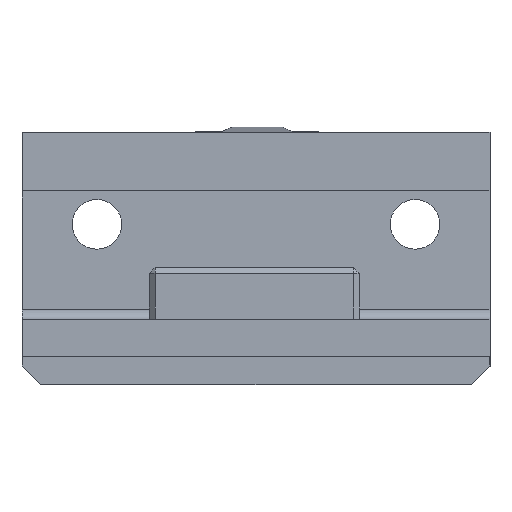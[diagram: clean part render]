
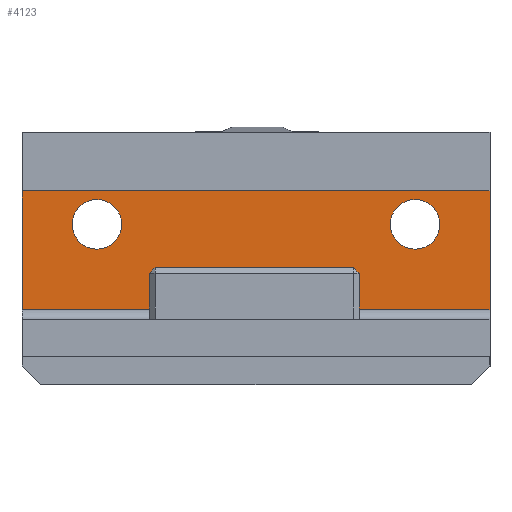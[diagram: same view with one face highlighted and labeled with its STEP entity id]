
A CAD part, left-side view. The second image highlights one B-rep face of the part: STEP entity #4123.
In plain terms, the highlighted planar face has unit normal (-1, 0, 0).
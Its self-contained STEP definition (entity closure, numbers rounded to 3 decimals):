
#25=FACE_BOUND('',#1528,.T.);
#26=FACE_BOUND('',#1529,.T.);
#127=PLANE('',#4379);
#442=LINE('',#7755,#846);
#447=LINE('',#7765,#851);
#448=LINE('',#7767,#852);
#449=LINE('',#7768,#853);
#846=VECTOR('',#5041,10.);
#851=VECTOR('',#5050,10.);
#852=VECTOR('',#5051,10.);
#853=VECTOR('',#5052,10.);
#1055=CIRCLE('',#4380,2.65);
#1056=CIRCLE('',#4381,2.65);
#1280=FACE_OUTER_BOUND('',#1527,.T.);
#1527=EDGE_LOOP('',(#3484,#3485,#3486,#3487));
#1528=EDGE_LOOP('',(#3488));
#1529=EDGE_LOOP('',(#3489));
#2003=VERTEX_POINT('',#7752);
#2004=VERTEX_POINT('',#7754);
#2007=VERTEX_POINT('',#7764);
#2008=VERTEX_POINT('',#7766);
#2009=VERTEX_POINT('',#7769);
#2010=VERTEX_POINT('',#7771);
#2523=EDGE_CURVE('',#2004,#2003,#442,.T.);
#2528=EDGE_CURVE('',#2003,#2007,#447,.T.);
#2529=EDGE_CURVE('',#2008,#2007,#448,.T.);
#2530=EDGE_CURVE('',#2008,#2004,#449,.T.);
#2531=EDGE_CURVE('',#2009,#2009,#1055,.T.);
#2532=EDGE_CURVE('',#2010,#2010,#1056,.T.);
#3484=ORIENTED_EDGE('',*,*,#2523,.T.);
#3485=ORIENTED_EDGE('',*,*,#2528,.T.);
#3486=ORIENTED_EDGE('',*,*,#2529,.F.);
#3487=ORIENTED_EDGE('',*,*,#2530,.T.);
#3488=ORIENTED_EDGE('',*,*,#2531,.F.);
#3489=ORIENTED_EDGE('',*,*,#2532,.F.);
#4123=ADVANCED_FACE('',(#1280,#25,#26),#127,.F.);
#4379=AXIS2_PLACEMENT_3D('',#7763,#5048,#5049);
#4380=AXIS2_PLACEMENT_3D('',#7770,#5053,#5054);
#4381=AXIS2_PLACEMENT_3D('',#7772,#5055,#5056);
#5041=DIRECTION('',(0.,1.,0.));
#5048=DIRECTION('center_axis',(1.,0.,0.));
#5049=DIRECTION('ref_axis',(0.,-1.,0.));
#5050=DIRECTION('',(0.,0.,-1.));
#5051=DIRECTION('',(0.,1.,0.));
#5052=DIRECTION('',(0.,0.,1.));
#5053=DIRECTION('center_axis',(-1.,0.,0.));
#5054=DIRECTION('ref_axis',(0.,-1.,0.));
#5055=DIRECTION('center_axis',(-1.,0.,0.));
#5056=DIRECTION('ref_axis',(0.,-1.,0.));
#7752=CARTESIAN_POINT('',(16.254,-2.5,19.95));
#7754=CARTESIAN_POINT('',(16.254,-52.5,19.95));
#7755=CARTESIAN_POINT('',(16.254,-15.,19.95));
#7763=CARTESIAN_POINT('Origin',(16.254,-27.5,26.246));
#7764=CARTESIAN_POINT('',(16.254,-2.5,7.246));
#7765=CARTESIAN_POINT('',(16.254,-2.5,46.246));
#7766=CARTESIAN_POINT('',(16.254,-52.5,7.246));
#7767=CARTESIAN_POINT('',(16.254,-27.5,7.246));
#7768=CARTESIAN_POINT('',(16.254,-52.5,6.246));
#7769=CARTESIAN_POINT('',(16.254,-41.85,16.379));
#7770=CARTESIAN_POINT('Origin',(16.254,-44.5,16.379));
#7771=CARTESIAN_POINT('',(16.254,-7.85,16.379));
#7772=CARTESIAN_POINT('Origin',(16.254,-10.5,16.379));
